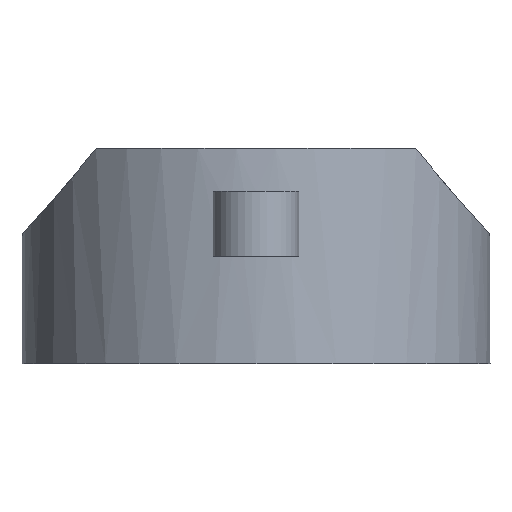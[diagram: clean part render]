
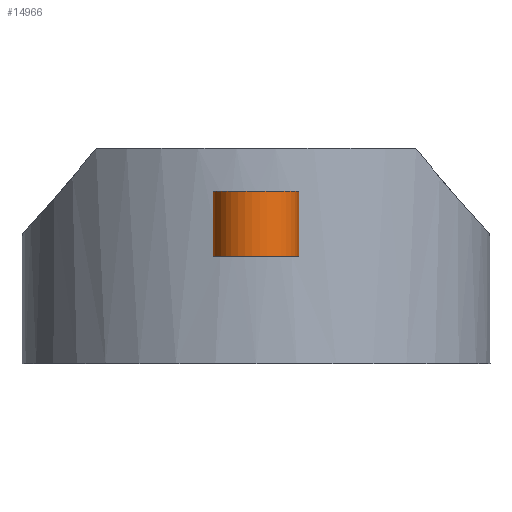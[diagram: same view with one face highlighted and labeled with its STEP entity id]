
A CAD part, left-side view. The second image highlights one B-rep face of the part: STEP entity #14966.
In plain terms, the highlighted cylindrical face has radius 4 mm (diameter 8 mm), a partial arc.
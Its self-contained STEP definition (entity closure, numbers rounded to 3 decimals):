
#13771 = VERTEX_POINT('',#13772);
#13772 = CARTESIAN_POINT('',(-21.497,3.305,10.));
#13780 = VERTEX_POINT('',#13781);
#13781 = CARTESIAN_POINT('',(-21.497,-3.305,10.));
#13788 = EDGE_CURVE('',#13789,#13780,#13791,.T.);
#13789 = VERTEX_POINT('',#13790);
#13790 = CARTESIAN_POINT('',(-21.497,-3.305,16.));
#13791 = LINE('',#13792,#13793);
#13792 = CARTESIAN_POINT('',(-21.497,-3.305,0.));
#13793 = VECTOR('',#13794,1.);
#13794 = DIRECTION('',(-0.,-0.,-1.));
#13806 = VERTEX_POINT('',#13807);
#13807 = CARTESIAN_POINT('',(-21.497,3.305,16.));
#13814 = EDGE_CURVE('',#13806,#13771,#13815,.T.);
#13815 = LINE('',#13816,#13817);
#13816 = CARTESIAN_POINT('',(-21.497,3.305,0.));
#13817 = VECTOR('',#13818,1.);
#13818 = DIRECTION('',(-0.,-0.,-1.));
#14945 = EDGE_CURVE('',#13771,#13780,#14946,.T.);
#14946 = CIRCLE('',#14947,4.);
#14947 = AXIS2_PLACEMENT_3D('',#14948,#14949,#14950);
#14948 = CARTESIAN_POINT('',(-23.75,0.,10.));
#14949 = DIRECTION('',(0.,0.,1.));
#14950 = DIRECTION('',(1.,0.,0.));
#14966 = ADVANCED_FACE('',(#14967),#14979,.T.);
#14967 = FACE_BOUND('',#14968,.F.);
#14968 = EDGE_LOOP('',(#14969,#14970,#14971,#14978));
#14969 = ORIENTED_EDGE('',*,*,#14945,.F.);
#14970 = ORIENTED_EDGE('',*,*,#13814,.F.);
#14971 = ORIENTED_EDGE('',*,*,#14972,.T.);
#14972 = EDGE_CURVE('',#13806,#13789,#14973,.T.);
#14973 = CIRCLE('',#14974,4.);
#14974 = AXIS2_PLACEMENT_3D('',#14975,#14976,#14977);
#14975 = CARTESIAN_POINT('',(-23.75,0.,16.));
#14976 = DIRECTION('',(0.,0.,1.));
#14977 = DIRECTION('',(1.,0.,0.));
#14978 = ORIENTED_EDGE('',*,*,#13788,.T.);
#14979 = CYLINDRICAL_SURFACE('',#14980,4.);
#14980 = AXIS2_PLACEMENT_3D('',#14981,#14982,#14983);
#14981 = CARTESIAN_POINT('',(-23.75,0.,10.));
#14982 = DIRECTION('',(-0.,-0.,-1.));
#14983 = DIRECTION('',(1.,0.,0.));
